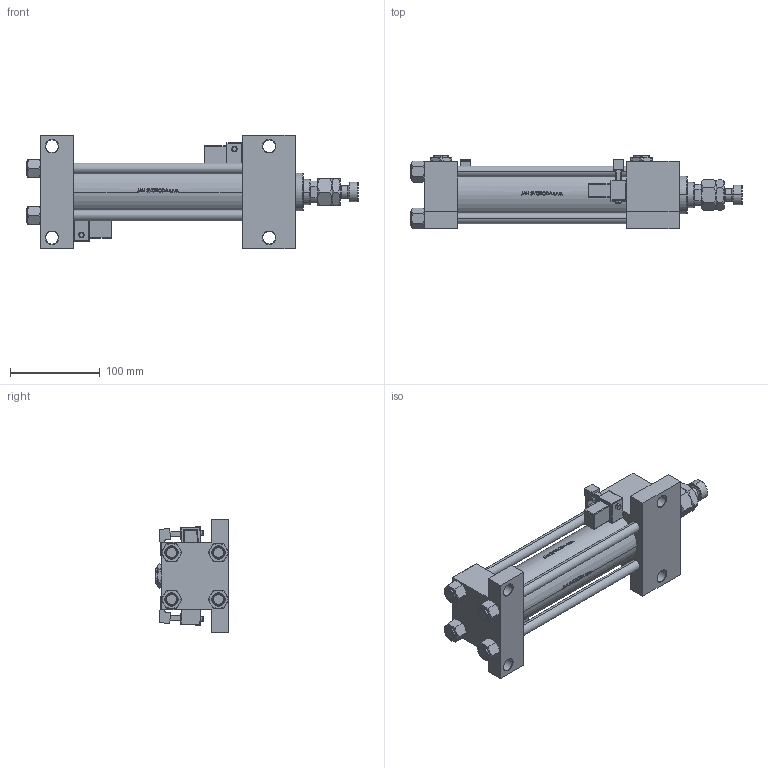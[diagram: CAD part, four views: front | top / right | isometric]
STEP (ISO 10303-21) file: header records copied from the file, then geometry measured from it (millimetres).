
FILE_DESCRIPTION (( 'STEP AP203' ), '1' );
FILE_NAME ('5c4d.STEP', '2022-05-13T12:35:30', ( '' ), ( '' ), 'SwSTEP 2.0', 'SolidWorks 2019', '' );
FILE_SCHEMA (( 'CONFIG_CONTROL_DESIGN' ));
Length unit declared in the file: millimetre
Products named in the file (9): V215CR_G_Body c2d244a5b7d02bd5c9bc87ecef26f781; V215CR_MSU c2d244a5b7d02bd5c9bc87ecef26f781; 5c4d; V215CR_G_TYCINKA c2d244a5b7d02bd5c9bc87ecef26f781; Zatka_pro_OIL_PORT c2d244a5b7d02bd5c9bc87ecef26f781; NUT_M5_G c2d244a5b7d02bd5c9bc87ecef26f781; MFA c2d244a5b7d02bd5c9bc87ecef26f781; V215_VC_A c2d244a5b7d02bd5c9bc87ecef26f781; V215CR_VCP_G c2d244a5b7d02bd5c9bc87ecef26f781
Assembly tree (20 placements, depth 2):
  5c4d
    V215CR_G_Body c2d244a5b7d02bd5c9bc87ecef26f781
    V215CR_VCP_G c2d244a5b7d02bd5c9bc87ecef26f781
    V215CR_G_TYCINKA c2d244a5b7d02bd5c9bc87ecef26f781  x6
    NUT_M5_G c2d244a5b7d02bd5c9bc87ecef26f781  x6
    V215_VC_A c2d244a5b7d02bd5c9bc87ecef26f781
    MFA c2d244a5b7d02bd5c9bc87ecef26f781
    V215CR_MSU c2d244a5b7d02bd5c9bc87ecef26f781  x2
    Zatka_pro_OIL_PORT c2d244a5b7d02bd5c9bc87ecef26f781  x2
Bounding box: 370 x 82.27 x 127 mm (x, y, z)
Volume: 1102889.1 mm3; surface area: 282012.4 mm2
Topology: 20 solids, 20 shells, 1458 faces, 3572 edges, 2227 vertices
Faces by surface type: plane 570, bspline 380, cone 256, cylinder 200, torus 28, sphere 24
Entity records: 52892 total; most frequent: CARTESIAN_POINT 27239, ORIENTED_EDGE 5726, DIRECTION 3799, EDGE_CURVE 2863, VERTEX_POINT 1833, LINE 1445, VECTOR 1445, EDGE_LOOP 1246
